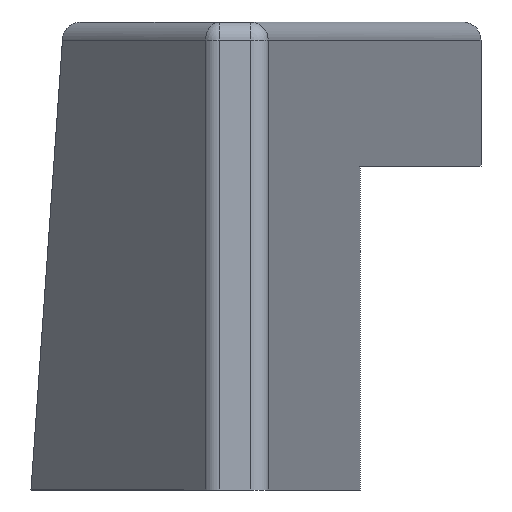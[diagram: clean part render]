
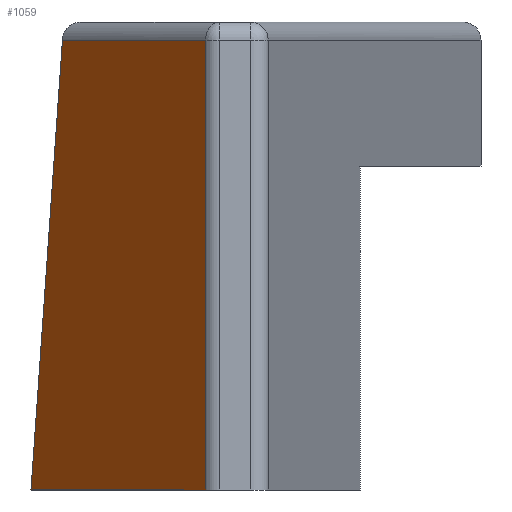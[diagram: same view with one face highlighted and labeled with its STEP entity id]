
A CAD part, front view. The second image highlights one B-rep face of the part: STEP entity #1059.
In plain terms, the highlighted planar face has unit normal (-0.768, -0.64, 0).
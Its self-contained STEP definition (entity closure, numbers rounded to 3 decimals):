
#101 = ORIENTED_EDGE ( 'NONE', *, *, #276, .F. ) ;
#147 = VECTOR ( 'NONE', #1036, 1000. ) ;
#174 = AXIS2_PLACEMENT_3D ( 'NONE', #752, #1536, #435 ) ;
#195 = EDGE_CURVE ( 'NONE', #1438, #746, #1211, .T. ) ;
#260 = CARTESIAN_POINT ( 'NONE',  ( -28.525, -23.77, 0. ) ) ;
#276 = EDGE_CURVE ( 'NONE', #1565, #746, #1769, .T. ) ;
#340 = VECTOR ( 'NONE', #1011, 1000. ) ;
#368 = VERTEX_POINT ( 'NONE', #635 ) ;
#415 = LINE ( 'NONE', #260, #147 ) ;
#435 = DIRECTION ( 'NONE',  ( -0.64, 0.768, 0. ) ) ;
#443 = CARTESIAN_POINT ( 'NONE',  ( -2.8, -54.64, 26. ) ) ;
#468 = ORIENTED_EDGE ( 'NONE', *, *, #195, .T. ) ;
#577 = CARTESIAN_POINT ( 'NONE',  ( -10.892, -44.929, 22.992 ) ) ;
#585 = PLANE ( 'NONE',  #174 ) ;
#601 = ORIENTED_EDGE ( 'NONE', *, *, #1149, .T. ) ;
#635 = CARTESIAN_POINT ( 'NONE',  ( -2.8, -54.64, 0. ) ) ;
#746 = VERTEX_POINT ( 'NONE', #1743 ) ;
#752 = CARTESIAN_POINT ( 'NONE',  ( -28.525, -23.77, 26. ) ) ;
#1010 = FACE_OUTER_BOUND ( 'NONE', #1138, .T. ) ;
#1011 = DIRECTION ( 'NONE',  ( 0.07, -0.083, 0.994 ) ) ;
#1036 = DIRECTION ( 'NONE',  ( 0.64, -0.768, 0. ) ) ;
#1059 = ADVANCED_FACE ( 'NONE', ( #1010 ), #585, .F. ) ;
#1138 = EDGE_LOOP ( 'NONE', ( #601, #468, #101, #1391 ) ) ;
#1149 = EDGE_CURVE ( 'NONE', #368, #1438, #1648, .T. ) ;
#1211 = LINE ( 'NONE', #1509, #1285 ) ;
#1220 = CARTESIAN_POINT ( 'NONE',  ( -12.5, -43., 0. ) ) ;
#1230 = DIRECTION ( 'NONE',  ( -0.64, 0.768, 0. ) ) ;
#1285 = VECTOR ( 'NONE', #1230, 1000. ) ;
#1377 = DIRECTION ( 'NONE',  ( 0., 0., 1. ) ) ;
#1391 = ORIENTED_EDGE ( 'NONE', *, *, #1510, .T. ) ;
#1394 = VECTOR ( 'NONE', #1377, 1000. ) ;
#1438 = VERTEX_POINT ( 'NONE', #1492 ) ;
#1492 = CARTESIAN_POINT ( 'NONE',  ( -2.8, -54.64, 25. ) ) ;
#1509 = CARTESIAN_POINT ( 'NONE',  ( -10.682, -45.182, 25. ) ) ;
#1510 = EDGE_CURVE ( 'NONE', #1565, #368, #415, .T. ) ;
#1536 = DIRECTION ( 'NONE',  ( 0.768, 0.64, 0. ) ) ;
#1565 = VERTEX_POINT ( 'NONE', #1220 ) ;
#1648 = LINE ( 'NONE', #443, #1394 ) ;
#1743 = CARTESIAN_POINT ( 'NONE',  ( -10.752, -45.098, 25. ) ) ;
#1769 = LINE ( 'NONE', #577, #340 ) ;
